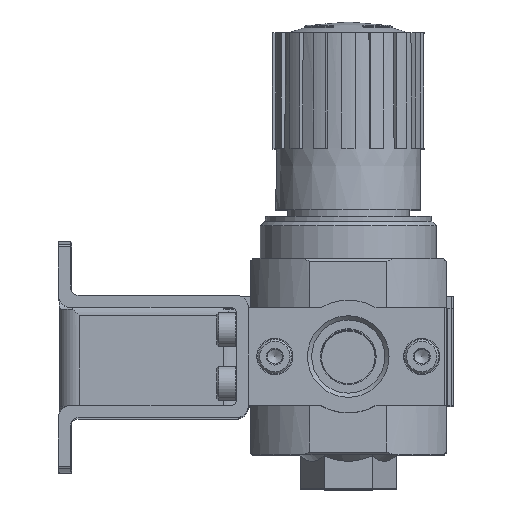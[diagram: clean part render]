
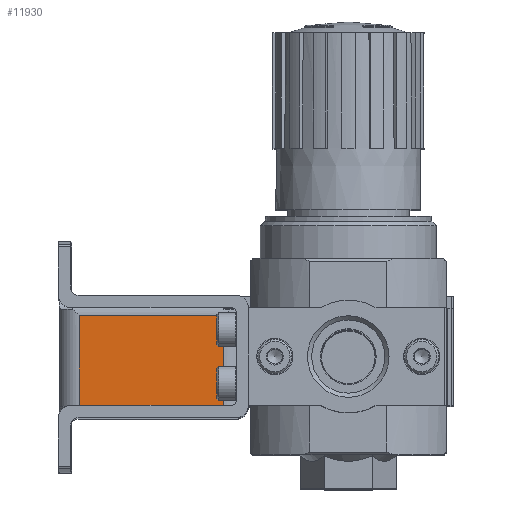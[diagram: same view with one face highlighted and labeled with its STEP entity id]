
A CAD part, top view. The second image highlights one B-rep face of the part: STEP entity #11930.
In plain terms, the highlighted face is planar.
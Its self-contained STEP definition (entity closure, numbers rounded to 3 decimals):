
#646=PLANE('',#13140);
#1339=LINE('',#19549,#2091);
#1340=LINE('',#19552,#2092);
#1341=LINE('',#19554,#2093);
#1342=LINE('',#19556,#2094);
#2091=VECTOR('',#16078,1000.);
#2092=VECTOR('',#16079,1000.);
#2093=VECTOR('',#16080,1000.);
#2094=VECTOR('',#16081,1000.);
#4715=ORIENTED_EDGE('',*,*,#6376,.T.);
#4716=ORIENTED_EDGE('',*,*,#6377,.F.);
#4717=ORIENTED_EDGE('',*,*,#6378,.F.);
#4718=ORIENTED_EDGE('',*,*,#6379,.T.);
#6376=EDGE_CURVE('',#7445,#7446,#1339,.T.);
#6377=EDGE_CURVE('',#7447,#7446,#1340,.T.);
#6378=EDGE_CURVE('',#7448,#7447,#1341,.T.);
#6379=EDGE_CURVE('',#7448,#7445,#1342,.T.);
#7445=VERTEX_POINT('',#19550);
#7446=VERTEX_POINT('',#19551);
#7447=VERTEX_POINT('',#19553);
#7448=VERTEX_POINT('',#19555);
#8844=EDGE_LOOP('',(#4715,#4716,#4717,#4718));
#9691=FACE_BOUND('',#8844,.T.);
#11930=ADVANCED_FACE('',(#9691),#646,.F.);
#13140=AXIS2_PLACEMENT_3D('',#19548,#16076,#16077);
#16076=DIRECTION('',(0.,-1.,0.));
#16077=DIRECTION('',(0.,0.,-1.));
#16078=DIRECTION('',(-1.,0.,0.));
#16079=DIRECTION('',(0.,0.,-1.));
#16080=DIRECTION('',(-1.,0.,0.));
#16081=DIRECTION('',(0.,0.,-1.));
#19548=CARTESIAN_POINT('',(37.5,18.5,23.7));
#19549=CARTESIAN_POINT('',(50.,18.5,-8.6));
#19550=CARTESIAN_POINT('',(33.5,18.5,-8.6));
#19551=CARTESIAN_POINT('',(4.,18.5,-8.6));
#19552=CARTESIAN_POINT('',(4.,18.5,50.));
#19553=CARTESIAN_POINT('',(4.,18.5,9.9));
#19554=CARTESIAN_POINT('',(37.5,18.5,9.9));
#19555=CARTESIAN_POINT('',(33.5,18.5,9.9));
#19556=CARTESIAN_POINT('',(33.5,18.5,50.));
